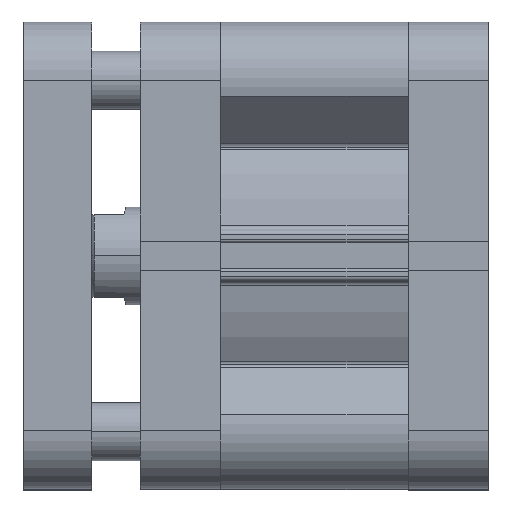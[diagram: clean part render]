
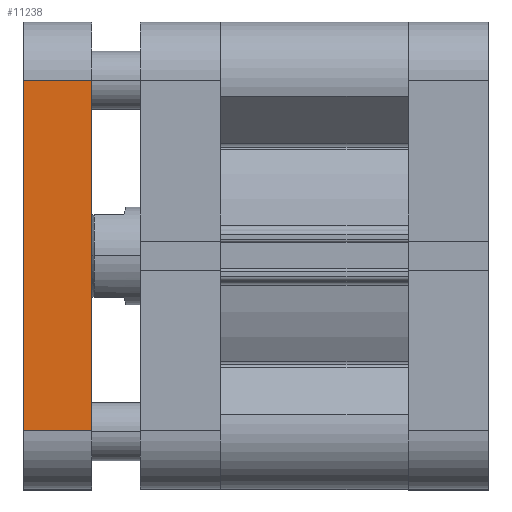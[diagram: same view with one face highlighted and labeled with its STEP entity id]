
A CAD part, top view. The second image highlights one B-rep face of the part: STEP entity #11238.
In plain terms, the highlighted face is planar.
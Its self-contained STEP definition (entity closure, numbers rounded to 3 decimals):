
#366 = ORIENTED_EDGE ( 'NONE', *, *, #5041, .T. ) ;
#367 = ORIENTED_EDGE ( 'NONE', *, *, #5016, .T. ) ;
#368 = ORIENTED_EDGE ( 'NONE', *, *, #5035, .T. ) ;
#369 = ORIENTED_EDGE ( 'NONE', *, *, #5030, .T. ) ;
#941 = EDGE_LOOP ( 'NONE', ( #369, #368, #367, #366 ) ) ;
#2446 = VECTOR ( 'NONE', #9914, 1000. ) ;
#2448 = LINE ( 'NONE', #9898, #2446 ) ;
#2474 = LINE ( 'NONE', #10474, #2475 ) ;
#2475 = VECTOR ( 'NONE', #9872, 1000. ) ;
#2479 = VECTOR ( 'NONE', #9895, 1000. ) ;
#2480 = LINE ( 'NONE', #10583, #2482 ) ;
#2482 = VECTOR ( 'NONE', #9897, 1000. ) ;
#2483 = LINE ( 'NONE', #9894, #2479 ) ;
#4238 = CARTESIAN_POINT ( 'NONE',  ( 7., -36., -48. ) ) ;
#4272 = CARTESIAN_POINT ( 'NONE',  ( 21., -36., -48. ) ) ;
#4339 = CARTESIAN_POINT ( 'NONE',  ( 7., 36., -48. ) ) ;
#4550 = CARTESIAN_POINT ( 'NONE',  ( 21., 36., -48. ) ) ;
#5016 = EDGE_CURVE ( 'NONE', #9880, #10107, #2448, .T. ) ;
#5030 = EDGE_CURVE ( 'NONE', #10387, #9945, #2474, .T. ) ;
#5035 = EDGE_CURVE ( 'NONE', #9945, #9880, #2480, .T. ) ;
#5041 = EDGE_CURVE ( 'NONE', #10107, #10387, #2483, .T. ) ;
#5623 = AXIS2_PLACEMENT_3D ( 'NONE', #7238, #8206, #8207 ) ;
#7235 = PLANE ( 'NONE',  #5623 ) ;
#7238 = CARTESIAN_POINT ( 'NONE',  ( -60.882, 0., -48. ) ) ;
#7513 = FACE_OUTER_BOUND ( 'NONE', #941, .T. ) ;
#8206 = DIRECTION ( 'NONE',  ( 0., 0., 1. ) ) ;
#8207 = DIRECTION ( 'NONE',  ( 1., 0., 0. ) ) ;
#9872 = DIRECTION ( 'NONE',  ( 0., -1., 0. ) ) ;
#9880 = VERTEX_POINT ( 'NONE', #4238 ) ;
#9894 = CARTESIAN_POINT ( 'NONE',  ( -60.882, 36., -48. ) ) ;
#9895 = DIRECTION ( 'NONE',  ( 1., 0., 0. ) ) ;
#9897 = DIRECTION ( 'NONE',  ( -1., 0., 0. ) ) ;
#9898 = CARTESIAN_POINT ( 'NONE',  ( 7., 0., -48. ) ) ;
#9914 = DIRECTION ( 'NONE',  ( 0., 1., 0. ) ) ;
#9945 = VERTEX_POINT ( 'NONE', #4272 ) ;
#10107 = VERTEX_POINT ( 'NONE', #4339 ) ;
#10387 = VERTEX_POINT ( 'NONE', #4550 ) ;
#10474 = CARTESIAN_POINT ( 'NONE',  ( 21., 0., -48. ) ) ;
#10583 = CARTESIAN_POINT ( 'NONE',  ( 7., -36., -48. ) ) ;
#11238 = ADVANCED_FACE ( 'NONE', ( #7513 ), #7235, .F. ) ;
